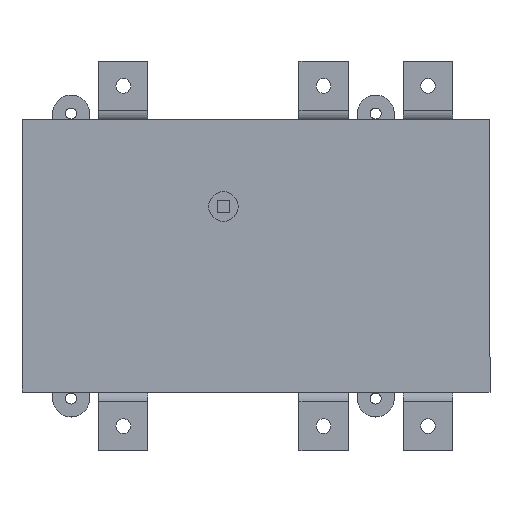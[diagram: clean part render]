
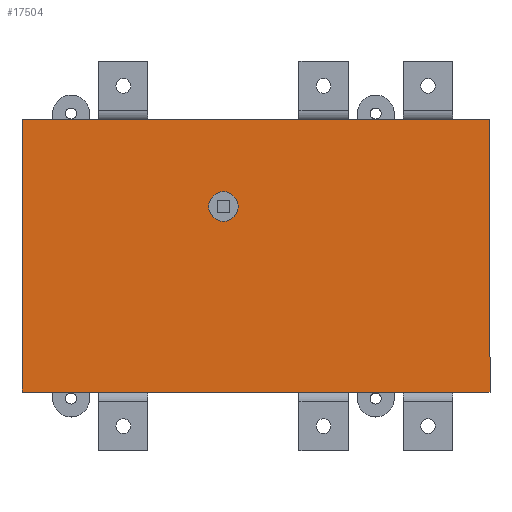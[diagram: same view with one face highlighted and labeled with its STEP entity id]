
A CAD part, top view. The second image highlights one B-rep face of the part: STEP entity #17504.
In plain terms, the highlighted planar face has unit normal (0, 0, 1).
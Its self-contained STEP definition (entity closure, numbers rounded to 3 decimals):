
#17222=CARTESIAN_POINT('',(150.,40.,203.0));
#17223=VERTEX_POINT('',#17222);
#17239=CARTESIAN_POINT('',(174.,40.,203.0));
#17240=VERTEX_POINT('',#17239);
#17247=CARTESIAN_POINT('',(162.,40.,203.0));
#17248=DIRECTION('',(0.0,0.0,-1.0));
#17249=DIRECTION('',(-1.0,0.0,0.0));
#17250=AXIS2_PLACEMENT_3D('',#17247,#17248,#17249);
#17251=CIRCLE('',#17250,12.);
#17252=EDGE_CURVE('',#17223,#17240,#17251,.T.);
#17427=CARTESIAN_POINT('',(162.,40.,203.0));
#17428=DIRECTION('',(0.0,0.0,-1.0));
#17429=DIRECTION('',(-1.0,0.0,0.0));
#17430=AXIS2_PLACEMENT_3D('',#17427,#17428,#17429);
#17431=CIRCLE('',#17430,12.);
#17432=EDGE_CURVE('',#17240,#17223,#17431,.T.);
#17461=CARTESIAN_POINT('',(188.5,0.,203.0));
#17462=DIRECTION('',(0.0,0.0,1.0));
#17463=DIRECTION('',(1.0,0.0,0.0));
#17464=AXIS2_PLACEMENT_3D('',#17461,#17462,#17463);
#17465=PLANE('',#17464);
#17466=CARTESIAN_POINT('',(-2.,-111.,203.0));
#17467=VERTEX_POINT('',#17466);
#17468=CARTESIAN_POINT('',(-2.,111.,203.0));
#17469=VERTEX_POINT('',#17468);
#17470=CARTESIAN_POINT('',(-2.,-111.,203.));
#17471=DIRECTION('',(0.0,1.0,0.0));
#17472=VECTOR('',#17471,222.0);
#17473=LINE('',#17470,#17472);
#17474=EDGE_CURVE('',#17467,#17469,#17473,.T.);
#17475=ORIENTED_EDGE('',*,*,#17474,.F.);
#17476=CARTESIAN_POINT('',(379.,-111.,203.0));
#17477=VERTEX_POINT('',#17476);
#17478=CARTESIAN_POINT('',(379.,-111.,203.));
#17479=DIRECTION('',(-1.0,0.0,0.0));
#17480=VECTOR('',#17479,381.0);
#17481=LINE('',#17478,#17480);
#17482=EDGE_CURVE('',#17477,#17467,#17481,.T.);
#17483=ORIENTED_EDGE('',*,*,#17482,.F.);
#17484=CARTESIAN_POINT('',(379.,111.,203.0));
#17485=VERTEX_POINT('',#17484);
#17486=CARTESIAN_POINT('',(379.,111.,203.));
#17487=DIRECTION('',(0.0,-1.0,0.0));
#17488=VECTOR('',#17487,222.0);
#17489=LINE('',#17486,#17488);
#17490=EDGE_CURVE('',#17485,#17477,#17489,.T.);
#17491=ORIENTED_EDGE('',*,*,#17490,.F.);
#17492=CARTESIAN_POINT('',(-2.,111.,203.));
#17493=DIRECTION('',(1.0,0.0,0.0));
#17494=VECTOR('',#17493,381.);
#17495=LINE('',#17492,#17494);
#17496=EDGE_CURVE('',#17469,#17485,#17495,.T.);
#17497=ORIENTED_EDGE('',*,*,#17496,.F.);
#17498=EDGE_LOOP('',(#17475,#17483,#17491,#17497));
#17499=FACE_OUTER_BOUND('',#17498,.T.);
#17500=ORIENTED_EDGE('',*,*,#17432,.T.);
#17501=ORIENTED_EDGE('',*,*,#17252,.T.);
#17502=EDGE_LOOP('',(#17500,#17501));
#17503=FACE_BOUND('',#17502,.T.);
#17504=ADVANCED_FACE('',(#17499,#17503),#17465,.T.);
